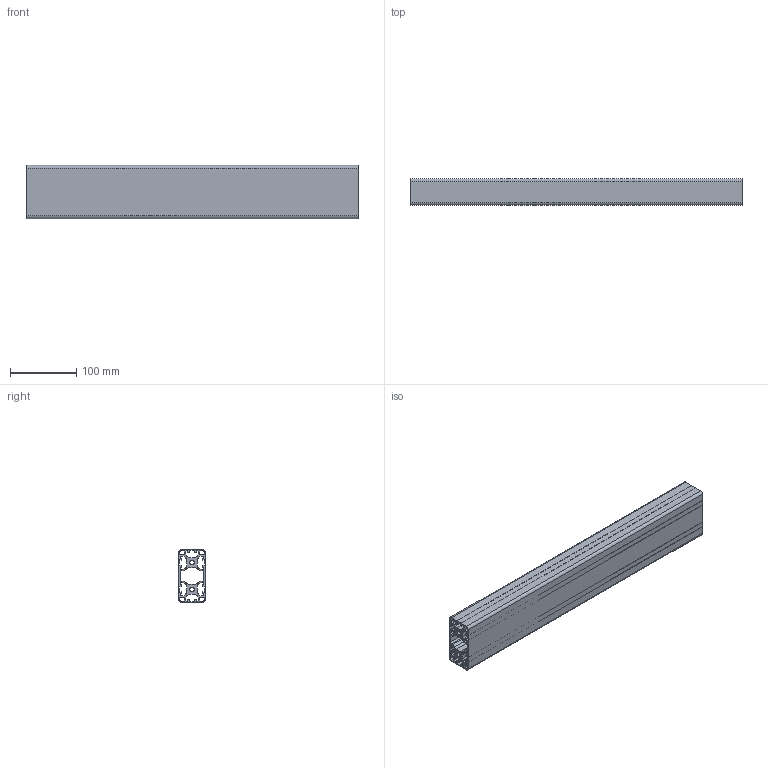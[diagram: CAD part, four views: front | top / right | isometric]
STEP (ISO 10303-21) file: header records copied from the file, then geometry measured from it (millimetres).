
FILE_DESCRIPTION (( 'STEP AP214' ), '1' );
FILE_NAME ('RP1385 8 80x40 Light 6N.STEP', '2026-02-13T10:45:02', ( '' ), ( '' ), 'SwSTEP 2.0', 'SolidWorks 2026', '' );
FILE_SCHEMA (( 'AUTOMOTIVE_DESIGN' ));
Length unit declared in the file: millimetre
Products named in the file (1): RP1385 8 80x40 Light 6N
Bounding box: 500 x 40 x 80 mm (x, y, z)
Volume: 592471 mm3; surface area: 436726.3 mm2
Topology: 1 solids, 1 shells, 270 faces, 804 edges, 536 vertices
Faces by surface type: plane 138, cylinder 132
Entity records: 9207 total; most frequent: CARTESIAN_POINT 1611, DIRECTION 1610, ORIENTED_EDGE 1608, EDGE_CURVE 804, LINE 540, VECTOR 540, VERTEX_POINT 536, AXIS2_PLACEMENT_3D 535
